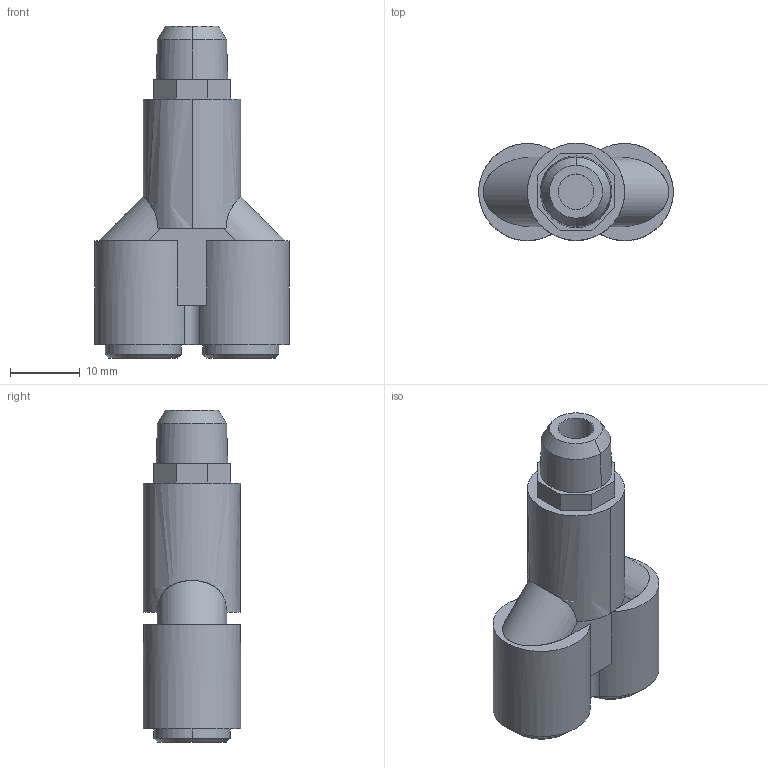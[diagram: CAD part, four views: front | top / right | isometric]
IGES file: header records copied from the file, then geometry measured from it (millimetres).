
Start section:  PTC IGES file: ilcp3012000.igs
Global section: file name: ilcp3012000.igs; native system: Creo Parametric by Parametric Technology Corporation; preprocessor: 2013320; author: kr; organization: Unknown; date: 20140829.134359; units: inch
Bounding box: 27.94 x 13.97 x 47.7 mm (x, y, z)
Surface area: 4247.6 mm2 (no closed solid volume)
Topology: 0 solids, 0 shells, 51 faces, 240 edges, 240 vertices
Faces by surface type: revolution 26, bspline 25
